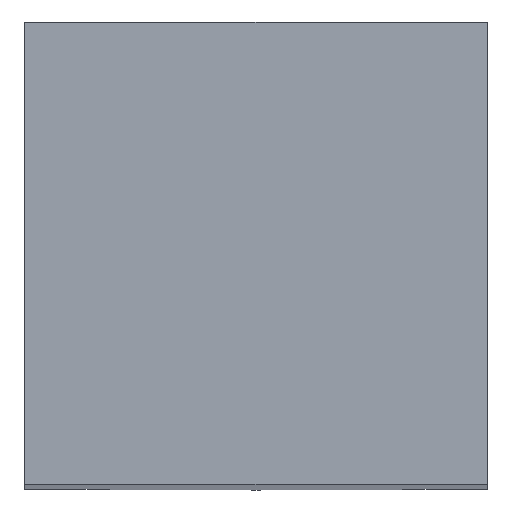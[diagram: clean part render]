
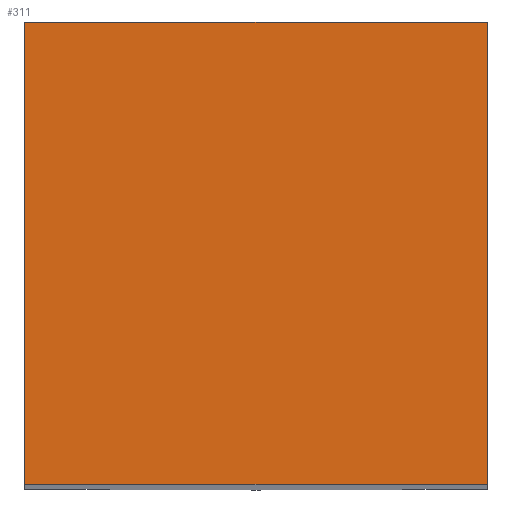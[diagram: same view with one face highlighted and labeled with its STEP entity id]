
A CAD part, top view. The second image highlights one B-rep face of the part: STEP entity #311.
In plain terms, the highlighted planar face has unit normal (0, 0, 1).
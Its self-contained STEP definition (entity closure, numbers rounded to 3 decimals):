
#71=DIRECTION('',(-1.,0.,0.));
#72=VECTOR('',#71,10.);
#73=CARTESIAN_POINT('',(0.,0.,0.));
#74=LINE('',#73,#72);
#78=DIRECTION('',(0.,1.,0.));
#79=VECTOR('',#78,10.);
#80=CARTESIAN_POINT('',(-10.,0.,0.));
#81=LINE('',#80,#79);
#85=DIRECTION('',(1.,0.,0.));
#86=VECTOR('',#85,10.);
#87=CARTESIAN_POINT('',(-10.,10.,0.));
#88=LINE('',#87,#86);
#92=DIRECTION('',(0.,-1.,0.));
#93=VECTOR('',#92,10.);
#94=CARTESIAN_POINT('',(0.,10.,0.));
#95=LINE('',#94,#93);
#260=CARTESIAN_POINT('',(0.,0.,0.));
#261=CARTESIAN_POINT('',(-10.,0.,0.));
#262=VERTEX_POINT('',#260);
#263=VERTEX_POINT('',#261);
#264=CARTESIAN_POINT('',(-10.,10.,0.));
#265=VERTEX_POINT('',#264);
#266=CARTESIAN_POINT('',(0.,10.,0.));
#267=VERTEX_POINT('',#266);
#296=CARTESIAN_POINT('',(0.,0.,0.));
#297=DIRECTION('',(0.,0.,-1.));
#298=DIRECTION('',(0.,1.,0.));
#299=AXIS2_PLACEMENT_3D('',#296,#297,#298);
#300=PLANE('',#299);
#302=ORIENTED_EDGE('',*,*,#301,.T.);
#304=ORIENTED_EDGE('',*,*,#303,.T.);
#306=ORIENTED_EDGE('',*,*,#305,.T.);
#308=ORIENTED_EDGE('',*,*,#307,.T.);
#309=EDGE_LOOP('',(#302,#304,#306,#308));
#310=FACE_OUTER_BOUND('',#309,.F.);
#301=EDGE_CURVE('',#262,#263,#74,.T.);
#303=EDGE_CURVE('',#263,#265,#81,.T.);
#305=EDGE_CURVE('',#265,#267,#88,.T.);
#307=EDGE_CURVE('',#267,#262,#95,.T.);
#311=ADVANCED_FACE('',(#310),#300,.F.);
